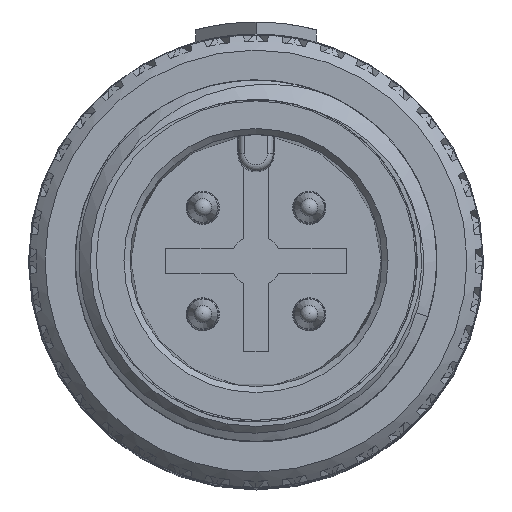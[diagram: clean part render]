
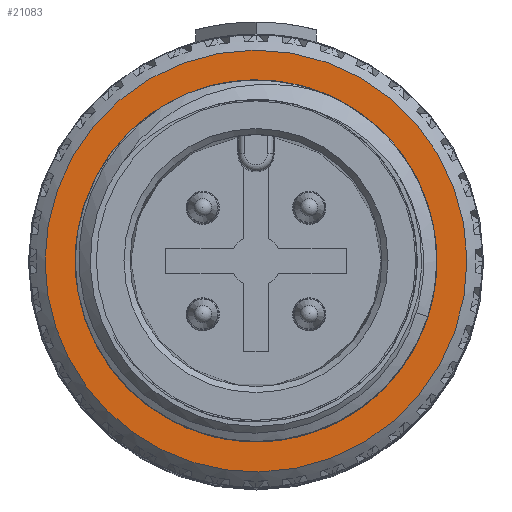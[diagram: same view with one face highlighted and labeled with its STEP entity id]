
A CAD part, top view. The second image highlights one B-rep face of the part: STEP entity #21083.
In plain terms, the highlighted planar face has unit normal (0, 0, 1).
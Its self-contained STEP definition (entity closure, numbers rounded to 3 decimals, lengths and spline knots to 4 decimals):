
#3999=PLANE('',#21874);
#10077=ORIENTED_EDGE('',*,*,#13613,.F.);
#10078=ORIENTED_EDGE('',*,*,#13612,.F.);
#13612=EDGE_CURVE('',#15784,#15784,#16292,.T.);
#13613=EDGE_CURVE('',#15785,#15785,#16293,.T.);
#15784=VERTEX_POINT('',#60398);
#15785=VERTEX_POINT('',#60401);
#16292=CIRCLE('',#21873,7.);
#16293=CIRCLE('',#21875,5.8);
#17654=EDGE_LOOP('',(#10077));
#17655=EDGE_LOOP('',(#10078));
#19133=FACE_BOUND('',#17654,.T.);
#19134=FACE_BOUND('',#17655,.T.);
#21083=ADVANCED_FACE('',(#19133,#19134),#3999,.T.);
#21873=AXIS2_PLACEMENT_3D('',#60397,#23400,#23401);
#21874=AXIS2_PLACEMENT_3D('',#60399,#23402,#23403);
#21875=AXIS2_PLACEMENT_3D('',#60400,#23404,#23405);
#23400=DIRECTION('',(0.,0.,-1.));
#23401=DIRECTION('',(-1.,0.,0.));
#23402=DIRECTION('',(0.,0.,1.));
#23403=DIRECTION('',(-1.,0.,0.));
#23404=DIRECTION('',(0.,0.,1.));
#23405=DIRECTION('',(0.,-1.,0.));
#60397=CARTESIAN_POINT('',(0.,0.,-9.1));
#60398=CARTESIAN_POINT('',(-7.,0.,-9.1));
#60399=CARTESIAN_POINT('',(0.,0.,-9.1));
#60400=CARTESIAN_POINT('',(0.,0.,-9.1));
#60401=CARTESIAN_POINT('',(0.,-5.8,-9.1));
